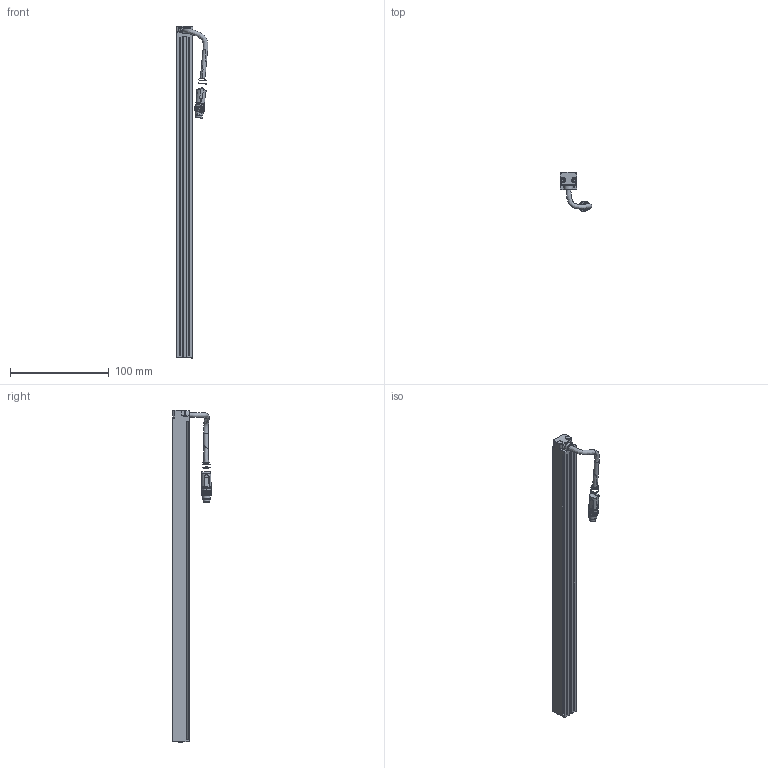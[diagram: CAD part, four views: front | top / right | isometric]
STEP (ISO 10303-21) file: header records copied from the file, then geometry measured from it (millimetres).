
FILE_DESCRIPTION(/* description */ ('Linienbeleuchtung der Baureihe L-14x320'),/* implementation_level */ '2;1');
FILE_NAME(/* name */ 'evotron_L-14x320.stp',/* time_stamp */ '2017-11-30T13:05:43+01:00',/* author */ ('S. Ludwig'),/* organization */ ('evotron GmbH & Co. KG Pfuetschbergstrasse 16 98527 Suhl'),/* preprocessor_version */ 'ST-DEVELOPER v18.1',/* authorisation */ '');
FILE_SCHEMA (('AUTOMOTIVE_DESIGN { 1 0 10303 214 3 1 1 }'));
Length unit declared in the file: millimetre
Products named in the file (2): L-14x40-xxxx-CLR-S; Linienbeleuchtung_Substitute_8
Assembly tree (1 placements, depth 2):
  L-14x40-xxxx-CLR-S
    Linienbeleuchtung_Substitute_8
Bounding box: 31.99 x 39.41 x 335.56 mm (x, y, z)
Volume: 91635.2 mm3; surface area: 31862 mm2
Topology: 2 solids, 2 shells, 345 faces, 932 edges, 590 vertices
Faces by surface type: plane 150, cylinder 126, bspline 24, cone 20, torus 17, sphere 8
Full cylindrical faces by diameter (mm): 2.224 x2, 2.5 x2, 2.6 x2, 4.7 x4, 5 x1, 6.25 x1, 6.9 x2, 9.5 x1
Entity records: 12310 total; most frequent: CARTESIAN_POINT 3350, ORIENTED_EDGE 1836, DIRECTION 1781, EDGE_CURVE 918, AXIS2_PLACEMENT_3D 669, VERTEX_POINT 590, LINE 443, VECTOR 443
